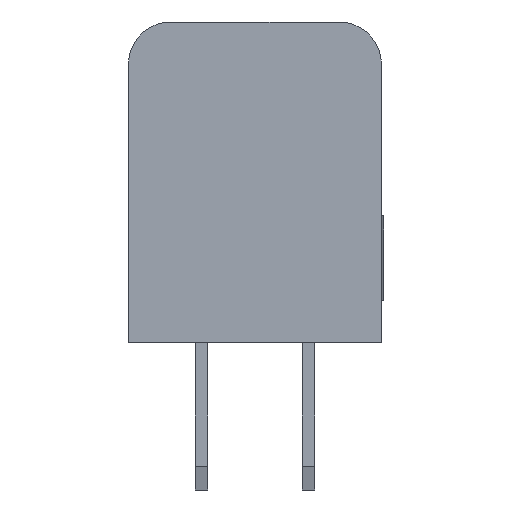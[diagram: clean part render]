
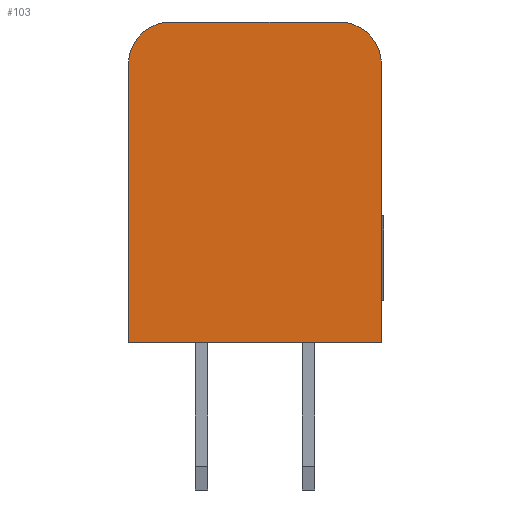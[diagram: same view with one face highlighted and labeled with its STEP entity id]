
A CAD part, left-side view. The second image highlights one B-rep face of the part: STEP entity #103.
In plain terms, the highlighted planar face has unit normal (-1, 0, 0).
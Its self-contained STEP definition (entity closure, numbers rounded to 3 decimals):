
#103=ADVANCED_FACE('',(#5173),#5175,.T.);
#5173=FACE_BOUND('',#5174,.T.);
#5174=EDGE_LOOP('',(#9296,#9297,#9298,#9299,#9300,#9301));
#5175=PLANE('',#5176);
#5176=AXIS2_PLACEMENT_3D('',#5177,#5178,#5179);
#5177=CARTESIAN_POINT('',(-3.82,0.,0.));
#5178=DIRECTION('',(-1.,0.,0.));
#5179=DIRECTION('',(0.,0.,1.));
#9296=ORIENTED_EDGE('',*,*,#12187,.F.);
#9297=ORIENTED_EDGE('',*,*,#12188,.T.);
#9298=ORIENTED_EDGE('',*,*,#12189,.T.);
#9299=ORIENTED_EDGE('',*,*,#12143,.T.);
#9300=ORIENTED_EDGE('',*,*,#12186,.F.);
#9301=ORIENTED_EDGE('',*,*,#12190,.T.);
#12143=EDGE_CURVE('',#13594,#13592,#13595,.T.);
#12186=EDGE_CURVE('',#13674,#13592,#13676,.F.);
#12187=EDGE_CURVE('',#13677,#13678,#13679,.F.);
#12188=EDGE_CURVE('',#13677,#13680,#13681,.T.);
#12189=EDGE_CURVE('',#13680,#13594,#13682,.T.);
#12190=EDGE_CURVE('',#13674,#13678,#13683,.T.);
#13592=VERTEX_POINT('',#16007);
#13594=VERTEX_POINT('',#16011);
#13595=LINE('',#16012,#16013);
#13674=VERTEX_POINT('',#16202);
#13676=CIRCLE('',#16206,1.);
#13677=VERTEX_POINT('',#16210);
#13678=VERTEX_POINT('',#16211);
#13679=CIRCLE('',#16212,1.);
#13680=VERTEX_POINT('',#16216);
#13681=LINE('',#16217,#16218);
#13682=LINE('',#16220,#16221);
#13683=LINE('',#16223,#16224);
#16007=CARTESIAN_POINT('',(-3.82,-1.73,6.6));
#16011=CARTESIAN_POINT('',(-3.82,-1.73,0.));
#16012=CARTESIAN_POINT('',(-3.82,-1.73,0.));
#16013=VECTOR('',#16014,1.);
#16014=DIRECTION('',(0.,0.,1.));
#16202=CARTESIAN_POINT('',(-3.82,-0.73,7.6));
#16206=AXIS2_PLACEMENT_3D('',#16207,#16208,#16209);
#16207=CARTESIAN_POINT('',(-3.82,-0.73,6.6));
#16208=DIRECTION('',(-1.,0.,0.));
#16209=DIRECTION('',(0.,-1.,0.));
#16210=CARTESIAN_POINT('',(-3.82,4.27,6.6));
#16211=CARTESIAN_POINT('',(-3.82,3.27,7.6));
#16212=AXIS2_PLACEMENT_3D('',#16213,#16214,#16215);
#16213=CARTESIAN_POINT('',(-3.82,3.27,6.6));
#16214=DIRECTION('',(-1.,0.,0.));
#16215=DIRECTION('',(0.,0.,1.));
#16216=CARTESIAN_POINT('',(-3.82,4.27,0.));
#16217=CARTESIAN_POINT('',(-3.82,4.27,6.6));
#16218=VECTOR('',#16219,1.);
#16219=DIRECTION('',(0.,0.,-1.));
#16220=CARTESIAN_POINT('',(-3.82,4.27,0.));
#16221=VECTOR('',#16222,1.);
#16222=DIRECTION('',(0.,-1.,0.));
#16223=CARTESIAN_POINT('',(-3.82,-0.73,7.6));
#16224=VECTOR('',#16225,1.);
#16225=DIRECTION('',(0.,1.,0.));
